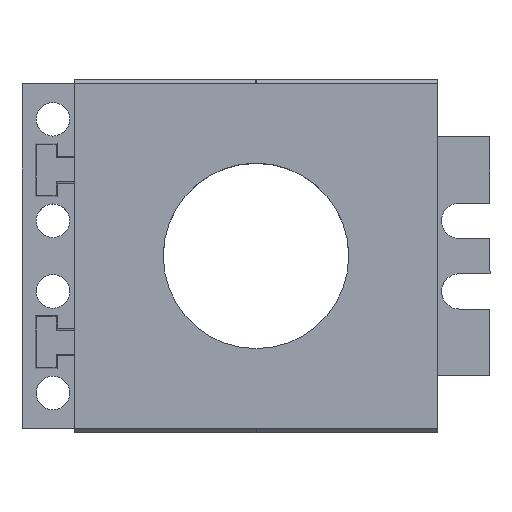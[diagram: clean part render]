
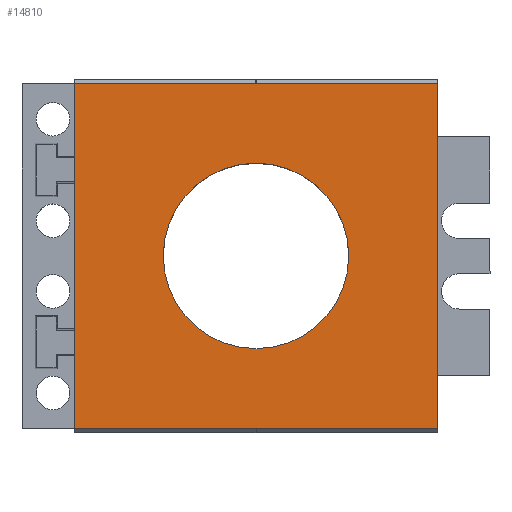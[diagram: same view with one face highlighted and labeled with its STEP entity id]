
A CAD part, top view. The second image highlights one B-rep face of the part: STEP entity #14810.
In plain terms, the highlighted planar face has unit normal (0, 0, 1).
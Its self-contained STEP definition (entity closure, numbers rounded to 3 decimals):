
#590=CARTESIAN_POINT('',(54.3,19.5,15.));
#600=VERTEX_POINT('',#590);
#630=CARTESIAN_POINT('',(70.678,19.5,15.));
#640=DIRECTION('',(-1.,0.,0.));
#650=VECTOR('',#640,1.);
#660=LINE('',#630,#650);
#670=CARTESIAN_POINT('',(15.3,19.5,15.));
#680=VERTEX_POINT('',#670);
#690=EDGE_CURVE('',#600,#680,#660,.T.);
#8670=CARTESIAN_POINT('',(54.3,-1.,15.));
#8680=VERTEX_POINT('',#8670);
#8710=CARTESIAN_POINT('',(54.3,0.,15.));
#8720=DIRECTION('',(0.,1.,0.));
#8730=VECTOR('',#8720,1.);
#8740=LINE('',#8710,#8730);
#8750=EDGE_CURVE('',#8680,#600,#8740,.T.);
#10020=CARTESIAN_POINT('',(15.3,30.567,15.));
#10030=DIRECTION('',(0.,-1.,0.));
#10040=VECTOR('',#10030,1.);
#10050=LINE('',#10020,#10040);
#10060=CARTESIAN_POINT('',(15.3,-21.5,15.));
#10070=VERTEX_POINT('',#10060);
#10080=EDGE_CURVE('',#680,#10070,#10050,.T.);
#14360=CARTESIAN_POINT('',(54.3,-21.5,15.));
#14370=DIRECTION('',(0.,0.,1.));
#14380=DIRECTION('',(1.,0.,0.));
#14390=AXIS2_PLACEMENT_3D('',#14360,#14370,#14380);
#14400=PLANE('',#14390);
#14410=CARTESIAN_POINT('',(70.678,-1.,15.));
#14420=DIRECTION('',(1.,0.,0.));
#14430=VECTOR('',#14420,1.);
#14440=LINE('',#14410,#14430);
#14450=CARTESIAN_POINT('',(45.3,-1.,15.));
#14460=VERTEX_POINT('',#14450);
#14470=EDGE_CURVE('',#14460,#8680,#14440,.T.);
#14480=ORIENTED_EDGE('',*,*,#14470,.T.);
#14490=CARTESIAN_POINT('',(34.8,-1.,15.));
#14500=DIRECTION('',(0.,0.,1.));
#14510=DIRECTION('',(-1.,0.,0.));
#14520=AXIS2_PLACEMENT_3D('',#14490,#14500,#14510);
#14530=CIRCLE('',#14520,10.5);
#14540=CARTESIAN_POINT('',(45.3,-1.,15.));
#14550=VERTEX_POINT('',#14540);
#14560=EDGE_CURVE('',#14460,#14550,#14530,.T.);
#14570=ORIENTED_EDGE('',*,*,#14560,.F.);
#14580=CARTESIAN_POINT('',(70.678,-1.,15.));
#14590=DIRECTION('',(-1.,0.,0.));
#14600=VECTOR('',#14590,1.);
#14610=LINE('',#14580,#14600);
#14620=CARTESIAN_POINT('',(54.3,-1.,15.));
#14630=VERTEX_POINT('',#14620);
#14640=EDGE_CURVE('',#14630,#14550,#14610,.T.);
#14650=ORIENTED_EDGE('',*,*,#14640,.T.);
#14660=CARTESIAN_POINT('',(54.3,-21.5,15.));
#14670=VERTEX_POINT('',#14660);
#14680=EDGE_CURVE('',#14670,#14630,#8740,.T.);
#14690=ORIENTED_EDGE('',*,*,#14680,.T.);
#14700=CARTESIAN_POINT('',(70.678,-21.5,15.));
#14710=DIRECTION('',(-1.,0.,0.));
#14720=VECTOR('',#14710,1.);
#14730=LINE('',#14700,#14720);
#14740=EDGE_CURVE('',#14670,#10070,#14730,.T.);
#14750=ORIENTED_EDGE('',*,*,#14740,.F.);
#14760=ORIENTED_EDGE('',*,*,#10080,.T.);
#14770=ORIENTED_EDGE('',*,*,#690,.T.);
#14780=ORIENTED_EDGE('',*,*,#8750,.T.);
#14790=EDGE_LOOP('',(#14780,#14770,#14760,#14750,#14690,#14650,#14570,
#14480));
#14800=FACE_OUTER_BOUND('',#14790,.T.);
#14810=ADVANCED_FACE('',(#14800),#14400,.T.);
